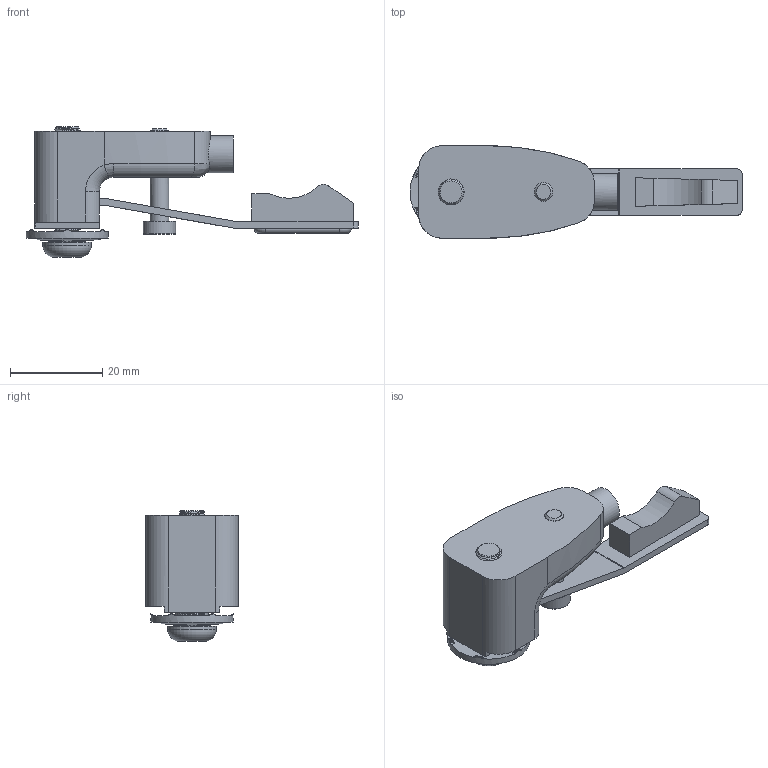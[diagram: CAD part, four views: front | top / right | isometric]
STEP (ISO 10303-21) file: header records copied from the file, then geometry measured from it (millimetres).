
FILE_DESCRIPTION(/* description */ (''),/* implementation_level */ '2;1');
FILE_NAME(/* name */ '11213.stp',/* time_stamp */ '2022-12-01T15:40:39+01:00',/* author */ ('Giuliano'),/* organization */ (''),/* preprocessor_version */ 'ST-DEVELOPER v18.1',/* originating_system */ 'Autodesk Inventor 2021',/* authorisation */ '');
FILE_SCHEMA (('AUTOMOTIVE_DESIGN { 1 0 10303 214 3 1 1 }'));
Length unit declared in the file: millimetre
Products named in the file (1): Pièce3
Bounding box: 71.9 x 20 x 28.3 mm (x, y, z)
Volume: 12267.9 mm3; surface area: 5769.8 mm2
Topology: 2 solids, 2 shells, 343 faces, 964 edges, 632 vertices
Faces by surface type: plane 254, cylinder 32, bspline 32, torus 15, cone 10
Full cylindrical faces by diameter (mm): 4 x3, 6.2 x1, 7 x1, 8 x1, 10.5 x1, 17.8 x1
Entity records: 13565 total; most frequent: CARTESIAN_POINT 5251, ORIENTED_EDGE 1928, DIRECTION 1628, EDGE_CURVE 964, AXIS2_PLACEMENT_3D 653, VERTEX_POINT 632, EDGE_LOOP 354, FACE_OUTER_BOUND 343
